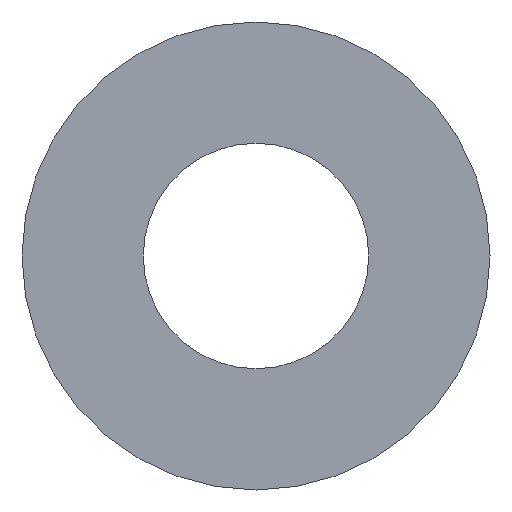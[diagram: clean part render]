
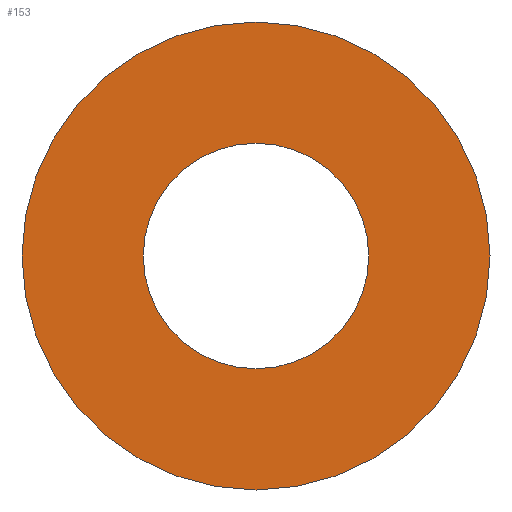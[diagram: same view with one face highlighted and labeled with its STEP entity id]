
A CAD part, front view. The second image highlights one B-rep face of the part: STEP entity #153.
In plain terms, the highlighted planar face has unit normal (0, -1, 0).
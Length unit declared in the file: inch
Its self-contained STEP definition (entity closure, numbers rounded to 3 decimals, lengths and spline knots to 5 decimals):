
#9 = AXIS2_PLACEMENT_3D ( 'NONE', #240, #239, #247 ) ;
#10 = AXIS2_PLACEMENT_3D ( 'NONE', #220, #251, #226 ) ;
#16 = AXIS2_PLACEMENT_3D ( 'NONE', #208, #203, #205 ) ;
#23 = EDGE_CURVE ( 'NONE', #231, #234, #118, .T. ) ;
#25 = AXIS2_PLACEMENT_3D ( 'NONE', #215, #213, #212 ) ;
#28 = EDGE_CURVE ( 'NONE', #232, #182, #144, .T. ) ;
#31 = EDGE_CURVE ( 'NONE', #182, #232, #66, .T. ) ;
#32 = EDGE_CURVE ( 'NONE', #234, #231, #119, .T. ) ;
#51 = AXIS2_PLACEMENT_3D ( 'NONE', #248, #179, #185 ) ;
#66 = CIRCLE ( 'NONE', #51, 0.21654 ) ;
#68 = ORIENTED_EDGE ( 'NONE', *, *, #31, .F. ) ;
#71 = FACE_BOUND ( 'NONE', #96, .T. ) ;
#87 = ORIENTED_EDGE ( 'NONE', *, *, #32, .T. ) ;
#96 = EDGE_LOOP ( 'NONE', ( #87, #132 ) ) ;
#110 = FACE_OUTER_BOUND ( 'NONE', #114, .T. ) ;
#114 = EDGE_LOOP ( 'NONE', ( #68, #133 ) ) ;
#118 = CIRCLE ( 'NONE', #25, 0.10433 ) ;
#119 = CIRCLE ( 'NONE', #16, 0.10433 ) ;
#132 = ORIENTED_EDGE ( 'NONE', *, *, #23, .T. ) ;
#133 = ORIENTED_EDGE ( 'NONE', *, *, #28, .F. ) ;
#144 = CIRCLE ( 'NONE', #9, 0.21654 ) ;
#153 = ADVANCED_FACE ( 'NONE', ( #71, #110 ), #243, .F. ) ;
#173 = CARTESIAN_POINT ( 'NONE',  ( 0., 0., 0.10433 ) ) ;
#175 = CARTESIAN_POINT ( 'NONE',  ( 0., 0., 0.21654 ) ) ;
#176 = CARTESIAN_POINT ( 'NONE',  ( 0., 0., -0.10433 ) ) ;
#179 = DIRECTION ( 'NONE',  ( 0., 1., 0. ) ) ;
#182 = VERTEX_POINT ( 'NONE', #193 ) ;
#185 = DIRECTION ( 'NONE',  ( 0., 0., 1. ) ) ;
#193 = CARTESIAN_POINT ( 'NONE',  ( 0., 0., -0.21654 ) ) ;
#203 = DIRECTION ( 'NONE',  ( 0., 1., 0. ) ) ;
#205 = DIRECTION ( 'NONE',  ( 0., 0., 1. ) ) ;
#208 = CARTESIAN_POINT ( 'NONE',  ( 0., 0., 0. ) ) ;
#212 = DIRECTION ( 'NONE',  ( 0., 0., 1. ) ) ;
#213 = DIRECTION ( 'NONE',  ( 0., 1., 0. ) ) ;
#215 = CARTESIAN_POINT ( 'NONE',  ( 0., 0., 0. ) ) ;
#220 = CARTESIAN_POINT ( 'NONE',  ( 0., 0., 0. ) ) ;
#226 = DIRECTION ( 'NONE',  ( 0., 0., 1. ) ) ;
#231 = VERTEX_POINT ( 'NONE', #176 ) ;
#232 = VERTEX_POINT ( 'NONE', #175 ) ;
#234 = VERTEX_POINT ( 'NONE', #173 ) ;
#239 = DIRECTION ( 'NONE',  ( 0., 1., 0. ) ) ;
#240 = CARTESIAN_POINT ( 'NONE',  ( 0., 0., 0. ) ) ;
#243 = PLANE ( 'NONE',  #10 ) ;
#247 = DIRECTION ( 'NONE',  ( 0., 0., 1. ) ) ;
#248 = CARTESIAN_POINT ( 'NONE',  ( 0., 0., 0. ) ) ;
#251 = DIRECTION ( 'NONE',  ( 0., 1., 0. ) ) ;
